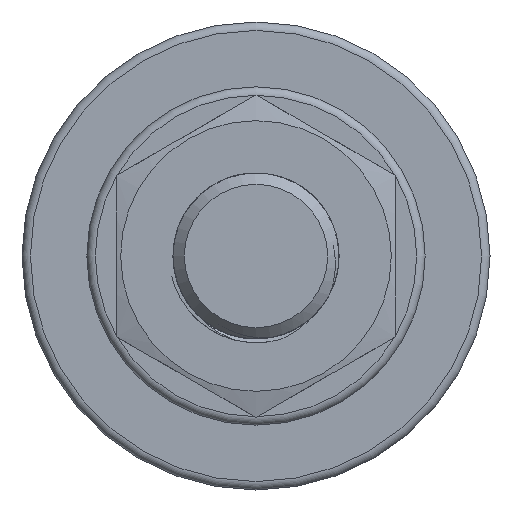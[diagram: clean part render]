
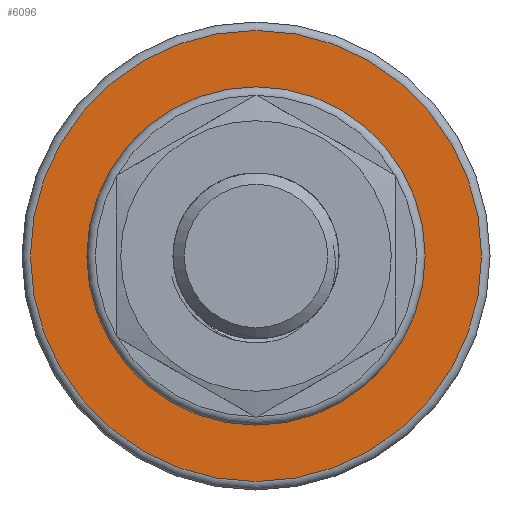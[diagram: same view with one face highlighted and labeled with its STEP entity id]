
A CAD part, front view. The second image highlights one B-rep face of the part: STEP entity #6096.
In plain terms, the highlighted planar face has unit normal (0, -1, 0).
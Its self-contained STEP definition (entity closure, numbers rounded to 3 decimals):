
#1379=FACE_BOUND('',#1902,.T.);
#1392=PLANE('',#6541);
#1550=FACE_OUTER_BOUND('',#1901,.T.);
#1901=EDGE_LOOP('',(#4144));
#1902=EDGE_LOOP('',(#4145));
#2261=CIRCLE('',#6525,3.1);
#2270=CIRCLE('',#6539,8.);
#2466=VERTEX_POINT('',#8564);
#2473=VERTEX_POINT('',#8587);
#3123=EDGE_CURVE('',#2466,#2466,#2261,.T.);
#3134=EDGE_CURVE('',#2473,#2473,#2270,.T.);
#4144=ORIENTED_EDGE('',*,*,#3134,.F.);
#4145=ORIENTED_EDGE('',*,*,#3123,.T.);
#6096=ADVANCED_FACE('',(#1550,#1379),#1392,.F.);
#6525=AXIS2_PLACEMENT_3D('',#8565,#7115,#7116);
#6539=AXIS2_PLACEMENT_3D('',#8588,#7145,#7146);
#6541=AXIS2_PLACEMENT_3D('',#8590,#7149,#7150);
#7115=DIRECTION('center_axis',(0.,1.,0.));
#7116=DIRECTION('ref_axis',(1.,0.,0.));
#7145=DIRECTION('center_axis',(0.,1.,0.));
#7146=DIRECTION('ref_axis',(1.,0.,0.));
#7149=DIRECTION('center_axis',(0.,1.,0.));
#7150=DIRECTION('ref_axis',(1.,0.,0.));
#8564=CARTESIAN_POINT('',(-3.1,-4.,0.));
#8565=CARTESIAN_POINT('Origin',(0.,-4.,0.));
#8587=CARTESIAN_POINT('',(0.,-4.,8.));
#8588=CARTESIAN_POINT('Origin',(0.,-4.,0.));
#8590=CARTESIAN_POINT('Origin',(0.,-4.,0.));
